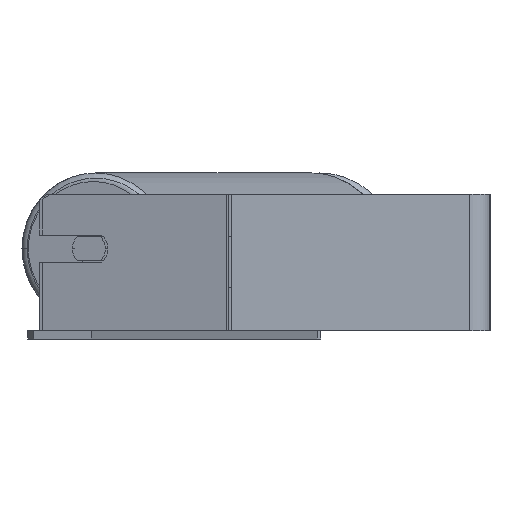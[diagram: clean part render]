
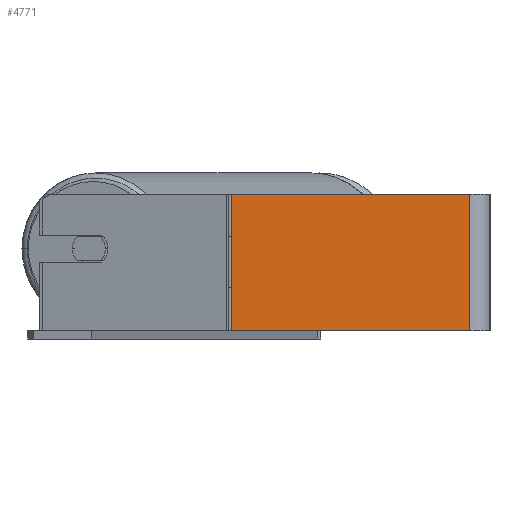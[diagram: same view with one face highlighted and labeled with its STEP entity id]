
A CAD part, left-side view. The second image highlights one B-rep face of the part: STEP entity #4771.
In plain terms, the highlighted planar face has unit normal (-1, 0, 0).
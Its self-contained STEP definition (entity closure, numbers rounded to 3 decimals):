
#26 = LINE ( 'NONE', #5139, #5486 ) ;
#290 = ORIENTED_EDGE ( 'NONE', *, *, #8100, .F. ) ;
#292 = VECTOR ( 'NONE', #648, 1000. ) ;
#472 = DIRECTION ( 'NONE',  ( 0., 0., -1. ) ) ;
#480 = LINE ( 'NONE', #4204, #7310 ) ;
#569 = CARTESIAN_POINT ( 'NONE',  ( -800., 12., 40. ) ) ;
#648 = DIRECTION ( 'NONE',  ( 0., -1., 0. ) ) ;
#1275 = ORIENTED_EDGE ( 'NONE', *, *, #2402, .F. ) ;
#1543 = DIRECTION ( 'NONE',  ( 0., 0., -1. ) ) ;
#1982 = LINE ( 'NONE', #569, #5051 ) ;
#2153 = CARTESIAN_POINT ( 'NONE',  ( -800., 151.813, -40. ) ) ;
#2353 = DIRECTION ( 'NONE',  ( 0., 0., -1. ) ) ;
#2402 = EDGE_CURVE ( 'NONE', #2529, #6518, #480, .T. ) ;
#2529 = VERTEX_POINT ( 'NONE', #2833 ) ;
#2833 = CARTESIAN_POINT ( 'NONE',  ( -800., 151.813, 40. ) ) ;
#3279 = ORIENTED_EDGE ( 'NONE', *, *, #4014, .T. ) ;
#4014 = EDGE_CURVE ( 'NONE', #2529, #7583, #26, .T. ) ;
#4204 = CARTESIAN_POINT ( 'NONE',  ( -800., 153.393, 40. ) ) ;
#4234 = ORIENTED_EDGE ( 'NONE', *, *, #8671, .T. ) ;
#4771 = ADVANCED_FACE ( 'NONE', ( #5558 ), #8402, .F. ) ;
#4852 = CARTESIAN_POINT ( 'NONE',  ( -800., 153.393, 40. ) ) ;
#5051 = VECTOR ( 'NONE', #472, 1000. ) ;
#5139 = CARTESIAN_POINT ( 'NONE',  ( -800., 151.813, 40. ) ) ;
#5305 = EDGE_LOOP ( 'NONE', ( #4234, #290, #1275, #3279 ) ) ;
#5486 = VECTOR ( 'NONE', #1543, 1000. ) ;
#5558 = FACE_OUTER_BOUND ( 'NONE', #5305, .T. ) ;
#6518 = VERTEX_POINT ( 'NONE', #6773 ) ;
#6773 = CARTESIAN_POINT ( 'NONE',  ( -800., 12., 40. ) ) ;
#7128 = CARTESIAN_POINT ( 'NONE',  ( -800., 153.393, -40. ) ) ;
#7310 = VECTOR ( 'NONE', #7817, 1000. ) ;
#7583 = VERTEX_POINT ( 'NONE', #2153 ) ;
#7655 = DIRECTION ( 'NONE',  ( 1., 0., 0. ) ) ;
#7817 = DIRECTION ( 'NONE',  ( 0., -1., 0. ) ) ;
#7849 = CARTESIAN_POINT ( 'NONE',  ( -800., 12., -40. ) ) ;
#8100 = EDGE_CURVE ( 'NONE', #6518, #8313, #1982, .T. ) ;
#8313 = VERTEX_POINT ( 'NONE', #7849 ) ;
#8402 = PLANE ( 'NONE',  #9152 ) ;
#8549 = LINE ( 'NONE', #7128, #292 ) ;
#8671 = EDGE_CURVE ( 'NONE', #7583, #8313, #8549, .T. ) ;
#9152 = AXIS2_PLACEMENT_3D ( 'NONE', #4852, #7655, #2353 ) ;
